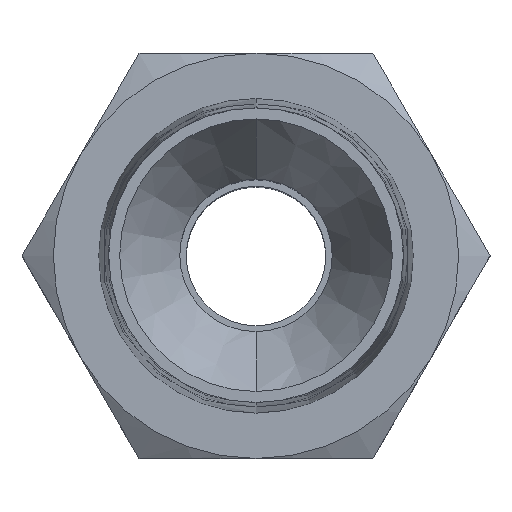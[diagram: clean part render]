
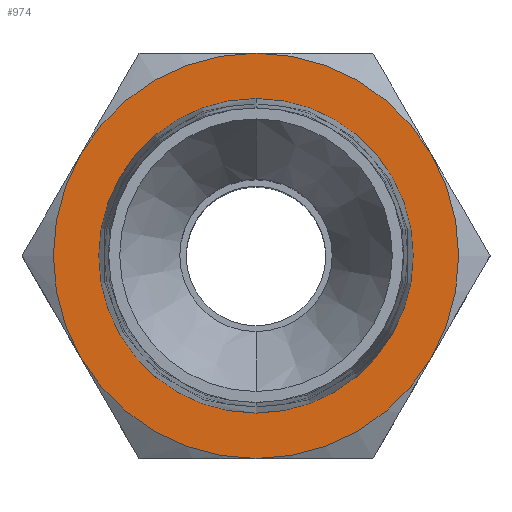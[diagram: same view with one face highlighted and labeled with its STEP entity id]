
A CAD part, top view. The second image highlights one B-rep face of the part: STEP entity #974.
In plain terms, the highlighted planar face has unit normal (0, 0, 1).
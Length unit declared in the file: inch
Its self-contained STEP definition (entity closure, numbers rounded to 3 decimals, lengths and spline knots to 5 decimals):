
#149=CARTESIAN_POINT('',(0.21651,-0.125,0.1388));
#181=CARTESIAN_POINT('',(0.,0.,0.1388));
#182=DIRECTION('',(0.,0.,1.));
#183=DIRECTION('',(0.866,-0.5,0.));
#184=AXIS2_PLACEMENT_3D('',#181,#182,#183);
#186=CARTESIAN_POINT('',(0.,0.,0.1388));
#187=DIRECTION('',(0.,0.,1.));
#188=DIRECTION('',(-0.866,0.5,0.));
#189=AXIS2_PLACEMENT_3D('',#186,#187,#188);
#191=CARTESIAN_POINT('',(0.,0.,0.1388));
#192=DIRECTION('',(0.,0.,1.));
#193=DIRECTION('',(0.,1.,0.));
#194=AXIS2_PLACEMENT_3D('',#191,#192,#193);
#196=CARTESIAN_POINT('',(0.,0.,0.1388));
#197=DIRECTION('',(0.,0.,1.));
#198=DIRECTION('',(0.866,0.5,0.));
#199=AXIS2_PLACEMENT_3D('',#196,#197,#198);
#201=CARTESIAN_POINT('',(0.,0.,0.1388));
#202=DIRECTION('',(0.,0.,1.));
#203=DIRECTION('',(0.,-1.,0.));
#204=AXIS2_PLACEMENT_3D('',#201,#202,#203);
#206=CARTESIAN_POINT('',(0.,0.,0.1388));
#207=DIRECTION('',(0.,0.,1.));
#208=DIRECTION('',(-0.866,-0.5,0.));
#209=AXIS2_PLACEMENT_3D('',#206,#207,#208);
#219=CARTESIAN_POINT('',(0.,0.,0.1388));
#220=DIRECTION('',(0.,0.,1.));
#221=DIRECTION('',(0.,1.,0.));
#222=AXIS2_PLACEMENT_3D('',#219,#220,#221);
#224=CARTESIAN_POINT('',(0.,0.,0.1388));
#225=DIRECTION('',(0.,0.,-1.));
#226=DIRECTION('',(0.,1.,0.));
#227=AXIS2_PLACEMENT_3D('',#224,#225,#226);
#345=CARTESIAN_POINT('',(0.,-0.25,0.1388));
#383=CARTESIAN_POINT('',(-0.21651,-0.125,0.1388));
#421=CARTESIAN_POINT('',(-0.21651,0.125,0.1388));
#459=CARTESIAN_POINT('',(0.,0.25,0.1388));
#497=CARTESIAN_POINT('',(0.21651,0.125,0.1388));
#558=VERTEX_POINT('',#497);
#562=VERTEX_POINT('',#149);
#566=VERTEX_POINT('',#345);
#570=VERTEX_POINT('',#383);
#574=VERTEX_POINT('',#421);
#578=VERTEX_POINT('',#459);
#601=CARTESIAN_POINT('',(0.,0.19399,0.1388));
#603=VERTEX_POINT('',#601);
#609=CARTESIAN_POINT('',(0.,-0.19399,0.1388));
#611=VERTEX_POINT('',#609);
#954=CARTESIAN_POINT('',(0.,0.,0.1388));
#955=DIRECTION('',(0.,0.,-1.));
#956=DIRECTION('',(0.,-1.,0.));
#957=AXIS2_PLACEMENT_3D('',#954,#955,#956);
#958=PLANE('',#957);
#959=ORIENTED_EDGE('',*,*,#921,.F.);
#960=ORIENTED_EDGE('',*,*,#935,.F.);
#961=ORIENTED_EDGE('',*,*,#949,.F.);
#962=ORIENTED_EDGE('',*,*,#891,.F.);
#963=ORIENTED_EDGE('',*,*,#907,.F.);
#965=ORIENTED_EDGE('',*,*,#964,.F.);
#966=EDGE_LOOP('',(#959,#960,#961,#962,#963,#965));
#967=FACE_OUTER_BOUND('',#966,.F.);
#969=ORIENTED_EDGE('',*,*,#968,.T.);
#971=ORIENTED_EDGE('',*,*,#970,.F.);
#972=EDGE_LOOP('',(#969,#971));
#973=FACE_BOUND('',#972,.F.);
#974=ADVANCED_FACE('',(#967,#973),#958,.F.);
#185=CIRCLE('',#184,0.25);
#190=CIRCLE('',#189,0.25);
#195=CIRCLE('',#194,0.25);
#200=CIRCLE('',#199,0.25);
#205=CIRCLE('',#204,0.25);
#210=CIRCLE('',#209,0.25);
#223=CIRCLE('',#222,0.19399);
#228=CIRCLE('',#227,0.19399);
#891=EDGE_CURVE('',#562,#558,#185,.T.);
#907=EDGE_CURVE('',#566,#562,#205,.T.);
#921=EDGE_CURVE('',#574,#570,#190,.T.);
#935=EDGE_CURVE('',#578,#574,#195,.T.);
#949=EDGE_CURVE('',#558,#578,#200,.T.);
#964=EDGE_CURVE('',#570,#566,#210,.T.);
#968=EDGE_CURVE('',#603,#611,#223,.T.);
#970=EDGE_CURVE('',#603,#611,#228,.T.);
